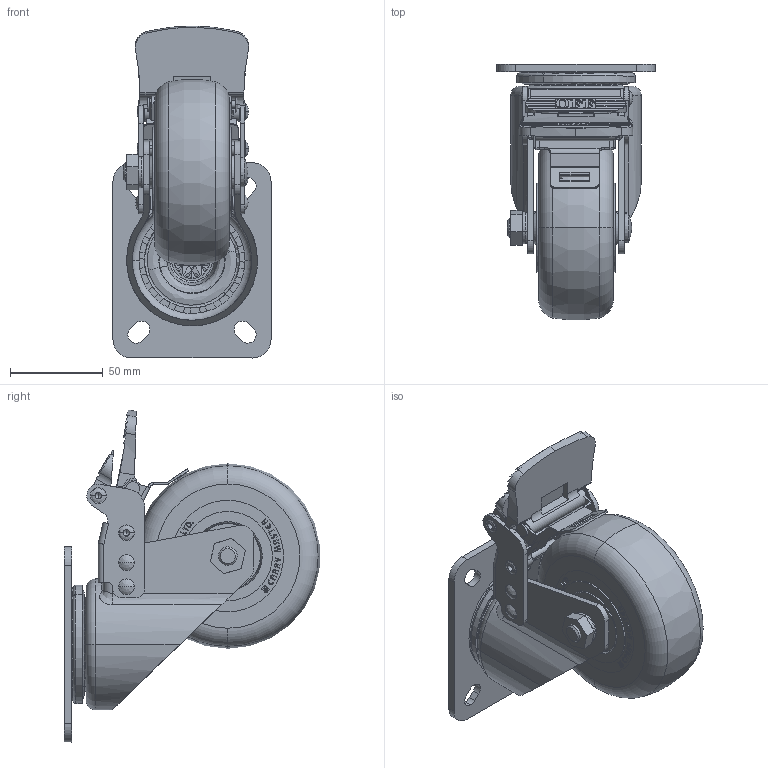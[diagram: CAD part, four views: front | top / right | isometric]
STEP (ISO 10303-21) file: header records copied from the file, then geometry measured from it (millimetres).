
FILE_DESCRIPTION (( 'STEP AP203' ), '1' );
FILE_NAME ('ACLMU-100SFB.STEP', '2015-09-15T08:07:22', ( 'WON SINCHUL' ), ( 'Hewlett-Packard Company' ), 'SwSTEP 2.0', 'SolidWorks 2015', '' );
FILE_SCHEMA (( 'CONFIG_CONTROL_DESIGN' ));
Length unit declared in the file: millimetre
Products named in the file (1): ACLMU-100SFB
Bounding box: 85 x 137.47 x 178.55 mm (x, y, z)
Volume: 464236 mm3; surface area: 175202.5 mm2
Topology: 40 solids, 40 shells, 2382 faces, 6353 edges, 4137 vertices
Faces by surface type: plane 1269, cylinder 513, bspline 489, torus 57, cone 54
Entity records: 82547 total; most frequent: CARTESIAN_POINT 26272, ORIENTED_EDGE 12656, DIRECTION 10022, EDGE_CURVE 6328, VERTEX_POINT 4137, VECTOR 3806, LINE 3806, AXIS2_PLACEMENT_3D 3108
